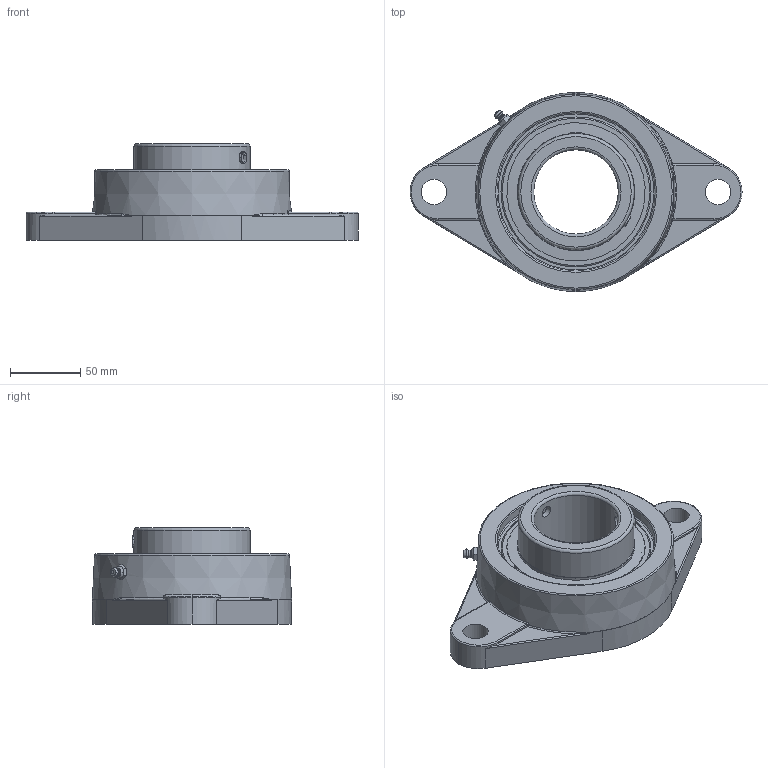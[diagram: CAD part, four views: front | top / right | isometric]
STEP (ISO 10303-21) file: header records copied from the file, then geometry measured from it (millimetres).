
FILE_DESCRIPTION(('HOOPS Exchange Step'),'2;1');
FILE_NAME('export-0A42EAD6-B260-4585-AD7E-05256133A25C.stp','2019-12-13T09:32:59-08:00',('ibuslach'),('Alibre'),'HOOPS Exchange 2019.2','Alibre','Unknown authorisation');
FILE_SCHEMA( ('AP242_MANAGED_MODEL_BASED_3D_ENGINEERING_MIM_LF {1 0 10303 442 1 1 4 }') );
Length unit declared in the file: centimetre
Products named in the file (7): MRN SFT 212; UCP ZERK 6mm; SUC 212 RACES; SUC 212 SHIELD; SUC 212 SS; MRN SUC 212; MRN SUCFT 212
Assembly tree (8 placements, depth 3):
  MRN SUCFT 212
    MRN SFT 212
    UCP ZERK 6mm
    MRN SUC 212
      SUC 212 RACES
      SUC 212 SHIELD  x2
      SUC 212 SS  x2
Bounding box: 236 x 141.5 x 68.7 mm (x, y, z)
Volume: 594964.2 mm3; surface area: 137627.5 mm2
Topology: 8 solids, 8 shells, 185 faces, 483 edges, 311 vertices
Faces by surface type: plane 64, cylinder 50, torus 27, cone 19, bspline 16, sphere 9
Full cylindrical faces by diameter (mm): 1.763 x2, 6 x2, 8.382 x4, 18 x2, 60 x1, 82.55 x4, 83.566 x2, 94.498 x2, 98.425 x2, 112.635 x1, 114.635 x1
Entity records: 13249 total; most frequent: CARTESIAN_POINT 8954, DIRECTION 891, ORIENTED_EDGE 864, EDGE_CURVE 432, AXIS2_PLACEMENT_3D 379, VERTEX_POINT 280, CIRCLE 206, EDGE_LOOP 192
